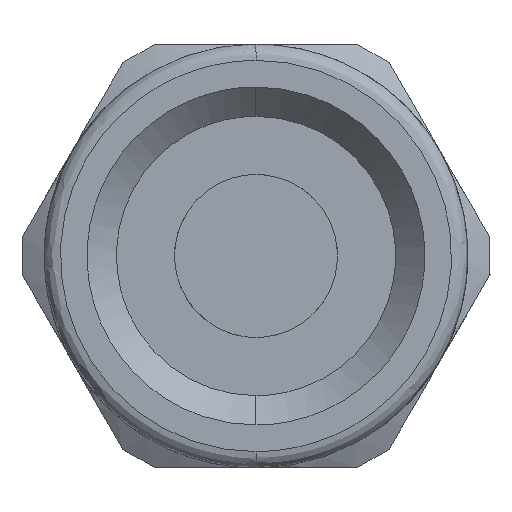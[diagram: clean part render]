
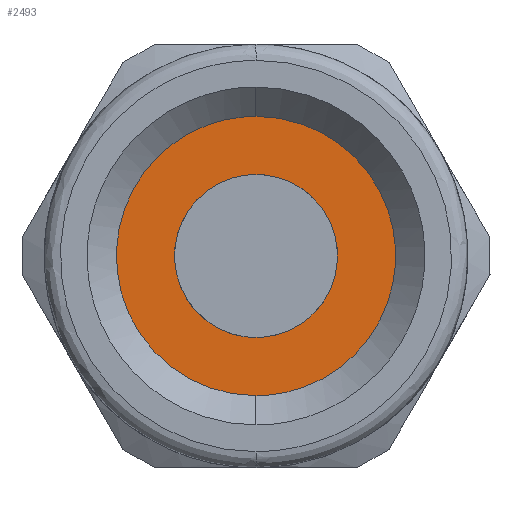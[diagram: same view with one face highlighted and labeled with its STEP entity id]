
A CAD part, front view. The second image highlights one B-rep face of the part: STEP entity #2493.
In plain terms, the highlighted free-form (B-spline) face has degree [1, 1] with [2, 2] control points.
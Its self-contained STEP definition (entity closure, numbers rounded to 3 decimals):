
#20 = EDGE_LOOP ( 'NONE', ( #2351, #1340 ) ) ;
#65 = CARTESIAN_POINT ( 'NONE',  ( 0., 8.5, -2.5 ) ) ;
#68 = CARTESIAN_POINT ( 'NONE',  ( 0., 8.5, -2.5 ) ) ;
#81 = VERTEX_POINT ( 'NONE', #1410 ) ;
#102 = VERTEX_POINT ( 'NONE', #2687 ) ;
#119 = CARTESIAN_POINT ( 'NONE',  ( 2.5, 8.5, 1.464 ) ) ;
#131 = CARTESIAN_POINT ( 'NONE',  ( 1.464, 8.5, 2.5 ) ) ;
#154 = EDGE_CURVE ( 'NONE', #81, #102, #264, .T. ) ;
#264 =( BOUNDED_CURVE ( )  B_SPLINE_CURVE ( 3, ( #3052, #2530, #2799, #1226 ),
 .UNSPECIFIED., .F., .T. ) 
 B_SPLINE_CURVE_WITH_KNOTS ( ( 4, 4 ),
 ( -3.142, 0. ),
 .UNSPECIFIED. ) 
 CURVE ( )  GEOMETRIC_REPRESENTATION_ITEM ( )  RATIONAL_B_SPLINE_CURVE ( ( 1., 0.333, 0.333, 1. ) ) 
 REPRESENTATION_ITEM ( '' )  );
#410 = B_SPLINE_SURFACE_WITH_KNOTS ( 'NONE', 1, 1, ( 
 ( #3306, #698 ),
 ( #3316, #1201 ) ),
 .UNSPECIFIED., .F., .F., .F.,
 ( 2, 2 ),
 ( 2, 2 ),
 ( 0., 1. ),
 ( 0., 1. ),
 .UNSPECIFIED. ) ;
#616 = EDGE_CURVE ( 'NONE', #2093, #1755, #1980, .T. ) ;
#644 = CARTESIAN_POINT ( 'NONE',  ( 2.5, 8.5, -1.464 ) ) ;
#698 = CARTESIAN_POINT ( 'NONE',  ( 4.334, 8.5, -4.334 ) ) ;
#812 = CARTESIAN_POINT ( 'NONE',  ( 4.283, 8.5, 2.509 ) ) ;
#841 = CARTESIAN_POINT ( 'NONE',  ( 0., 8.5, -4.283 ) ) ;
#861 = EDGE_CURVE ( 'NONE', #102, #81, #2706, .T. ) ;
#867 =( BOUNDED_CURVE ( )  B_SPLINE_CURVE ( 3, ( #3041, #2767, #1733, #2777 ),
 .UNSPECIFIED., .F., .F. ) 
 B_SPLINE_CURVE_WITH_KNOTS ( ( 4, 4 ),
 ( -3.142, 0. ),
 .UNSPECIFIED. ) 
 CURVE ( )  GEOMETRIC_REPRESENTATION_ITEM ( )  RATIONAL_B_SPLINE_CURVE ( ( 1., 0.333, 0.333, 1. ) ) 
 REPRESENTATION_ITEM ( '' )  );
#1185 = CARTESIAN_POINT ( 'NONE',  ( 1.464, 8.5, -2.5 ) ) ;
#1201 = CARTESIAN_POINT ( 'NONE',  ( 4.334, 8.5, 4.334 ) ) ;
#1226 = CARTESIAN_POINT ( 'NONE',  ( 0., 8.5, 4.283 ) ) ;
#1340 = ORIENTED_EDGE ( 'NONE', *, *, #861, .F. ) ;
#1410 = CARTESIAN_POINT ( 'NONE',  ( 0., 8.5, -4.283 ) ) ;
#1424 = CARTESIAN_POINT ( 'NONE',  ( 2.5, 8.5, 0. ) ) ;
#1628 = CARTESIAN_POINT ( 'NONE',  ( 0., 8.5, 4.283 ) ) ;
#1733 = CARTESIAN_POINT ( 'NONE',  ( -5., 8.5, -2.5 ) ) ;
#1755 = VERTEX_POINT ( 'NONE', #3167 ) ;
#1980 =( BOUNDED_CURVE ( )  B_SPLINE_CURVE ( 3, ( #68, #1185, #644, #1424, #119, #131, #3269 ),
 .UNSPECIFIED., .F., .F. ) 
 B_SPLINE_CURVE_WITH_KNOTS ( ( 4, 3, 4 ),
 ( -3.142, -1.571, 0. ),
 .UNSPECIFIED. ) 
 CURVE ( )  GEOMETRIC_REPRESENTATION_ITEM ( )  RATIONAL_B_SPLINE_CURVE ( ( 1., 0.805, 0.805, 1., 0.805, 0.805, 1. ) ) 
 REPRESENTATION_ITEM ( '' )  );
#2093 = VERTEX_POINT ( 'NONE', #65 ) ;
#2130 = CARTESIAN_POINT ( 'NONE',  ( 2.509, 8.5, 4.283 ) ) ;
#2155 = CARTESIAN_POINT ( 'NONE',  ( 4.283, 8.5, 0. ) ) ;
#2208 = EDGE_CURVE ( 'NONE', #1755, #2093, #867, .T. ) ;
#2351 = ORIENTED_EDGE ( 'NONE', *, *, #154, .F. ) ;
#2400 = CARTESIAN_POINT ( 'NONE',  ( 2.509, 8.5, -4.283 ) ) ;
#2463 = EDGE_LOOP ( 'NONE', ( #2836, #3185 ) ) ;
#2493 = ADVANCED_FACE ( 'NONE', ( #2612, #2689 ), #410, .F. ) ;
#2530 = CARTESIAN_POINT ( 'NONE',  ( -8.566, 8.5, -4.283 ) ) ;
#2612 = FACE_BOUND ( 'NONE', #2463, .T. ) ;
#2687 = CARTESIAN_POINT ( 'NONE',  ( 0., 8.5, 4.283 ) ) ;
#2689 = FACE_OUTER_BOUND ( 'NONE', #20, .T. ) ;
#2706 =( BOUNDED_CURVE ( )  B_SPLINE_CURVE ( 3, ( #1628, #2130, #812, #2155, #2929, #2400, #841 ),
 .UNSPECIFIED., .F., .T. ) 
 B_SPLINE_CURVE_WITH_KNOTS ( ( 4, 3, 4 ),
 ( -3.142, -1.571, 0. ),
 .UNSPECIFIED. ) 
 CURVE ( )  GEOMETRIC_REPRESENTATION_ITEM ( )  RATIONAL_B_SPLINE_CURVE ( ( 1., 0.805, 0.805, 1., 0.805, 0.805, 1. ) ) 
 REPRESENTATION_ITEM ( '' )  );
#2767 = CARTESIAN_POINT ( 'NONE',  ( -5., 8.5, 2.5 ) ) ;
#2777 = CARTESIAN_POINT ( 'NONE',  ( 0., 8.5, -2.5 ) ) ;
#2799 = CARTESIAN_POINT ( 'NONE',  ( -8.566, 8.5, 4.283 ) ) ;
#2836 = ORIENTED_EDGE ( 'NONE', *, *, #2208, .F. ) ;
#2929 = CARTESIAN_POINT ( 'NONE',  ( 4.283, 8.5, -2.509 ) ) ;
#3041 = CARTESIAN_POINT ( 'NONE',  ( 0., 8.5, 2.5 ) ) ;
#3052 = CARTESIAN_POINT ( 'NONE',  ( 0., 8.5, -4.283 ) ) ;
#3167 = CARTESIAN_POINT ( 'NONE',  ( 0., 8.5, 2.5 ) ) ;
#3185 = ORIENTED_EDGE ( 'NONE', *, *, #616, .F. ) ;
#3269 = CARTESIAN_POINT ( 'NONE',  ( 0., 8.5, 2.5 ) ) ;
#3306 = CARTESIAN_POINT ( 'NONE',  ( -4.334, 8.5, -4.334 ) ) ;
#3316 = CARTESIAN_POINT ( 'NONE',  ( -4.334, 8.5, 4.334 ) ) ;
